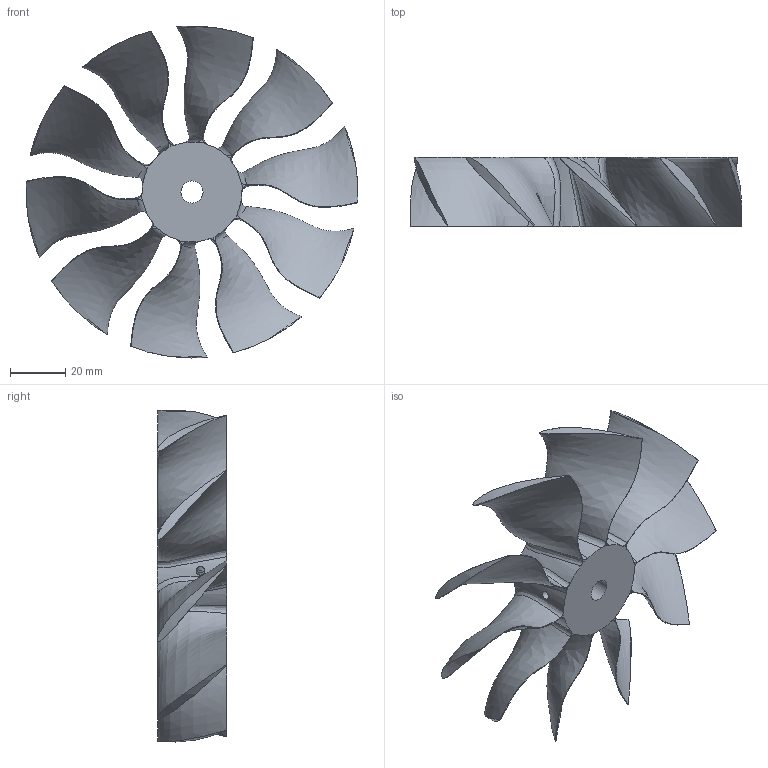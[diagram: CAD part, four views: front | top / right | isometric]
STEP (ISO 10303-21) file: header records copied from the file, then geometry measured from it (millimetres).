
FILE_DESCRIPTION(/* description */ (''),/* implementation_level */ '2;1');
FILE_NAME(/* name */ 'cd05cde2-05ef-11ec-8bf5-06a0c84d7521.step',/* time_stamp */ '2021-08-25T22:00:30+00:00',/* author */ (''),/* organization */ (''),/* preprocessor_version */ 'ST-DEVELOPER v18.1',/* originating_system */ 'Autodesk Translation Framework v10.6.0.1341',/* authorisation */ '');
FILE_SCHEMA (('AUTOMOTIVE_DESIGN { 1 0 10303 214 3 1 1 }'));
Length unit declared in the file: centimetre
Products named in the file (1): temp_body
Bounding box: 119.77 x 25.12 x 119.9 mm (x, y, z)
Volume: 51558.2 mm3; surface area: 32798.6 mm2
Topology: 1 solids, 1 shells, 97 faces, 328 edges, 232 vertices
Faces by surface type: bspline 50, cylinder 34, plane 13
Full cylindrical faces by diameter (mm): 3.1 x2, 8 x1, 25 x1
Entity records: 17505 total; most frequent: CARTESIAN_POINT 15200, ORIENTED_EDGE 656, EDGE_CURVE 328, B_SPLINE_CURVE_WITH_KNOTS 259, VERTEX_POINT 232, DIRECTION 209, EDGE_LOOP 102, FACE_OUTER_BOUND 97
